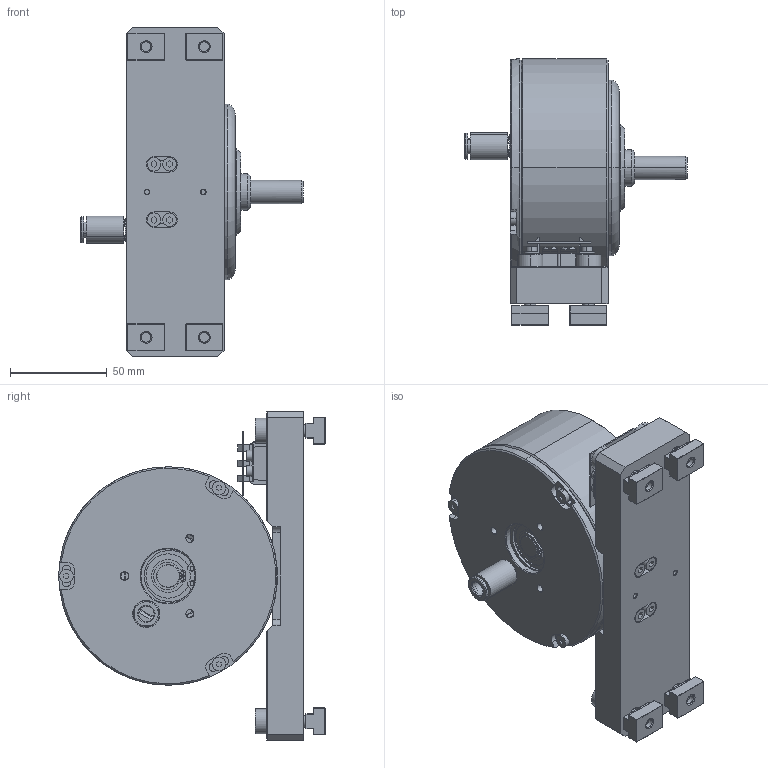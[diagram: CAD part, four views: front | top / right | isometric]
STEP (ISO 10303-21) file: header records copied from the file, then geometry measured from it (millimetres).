
FILE_DESCRIPTION (( 'STEP AP214' ), '1' );
FILE_NAME ('AHB-1.5_E_EF.STEP', '2014-03-13T18:01:19', ( 'magtrol' ), ( '' ), 'SwSTEP 2.0', 'SolidWorks 2014', '' );
FILE_SCHEMA (( 'AUTOMOTIVE_DESIGN' ));
Length unit declared in the file: inch
Products named in the file (1): AHB-1.5_E_EF
Bounding box: 114.59 x 137.35 x 170 mm (x, y, z)
Surface area: 98104.3 mm2 (no closed solid volume)
Topology: 0 solids, 54 shells, 644 faces, 2323 edges, 1709 vertices
Faces by surface type: plane 355, cylinder 200, cone 62, torus 16, bspline 11
Entity records: 34199 total; most frequent: CARTESIAN_POINT 6146, DIRECTION 4118, ORIENTED_EDGE 3508, EDGE_CURVE 2323, VERTEX_POINT 1709, AXIS2_PLACEMENT_3D 1376, VECTOR 1366, LINE 1366
